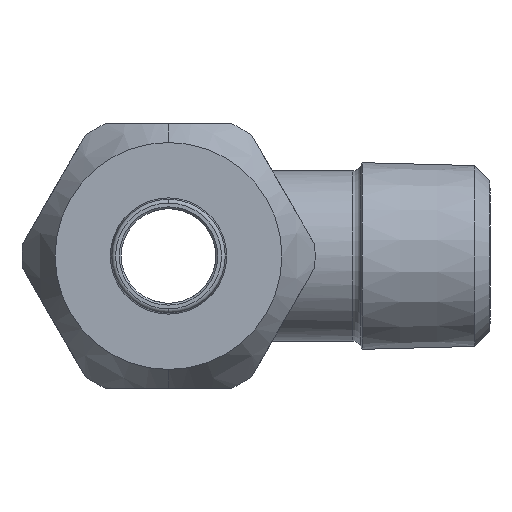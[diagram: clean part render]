
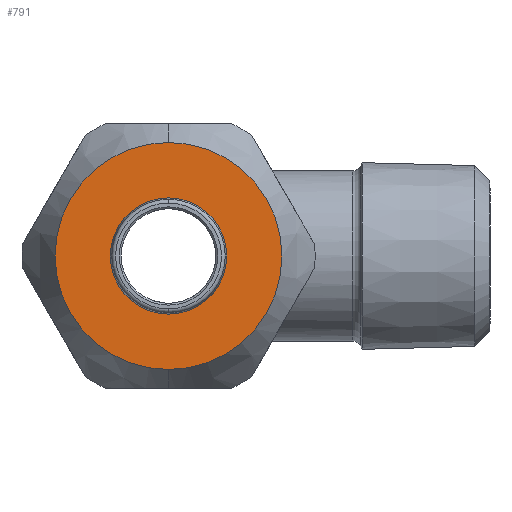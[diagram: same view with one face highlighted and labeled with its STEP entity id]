
A CAD part, left-side view. The second image highlights one B-rep face of the part: STEP entity #791.
In plain terms, the highlighted planar face has unit normal (-1, 0, 0).
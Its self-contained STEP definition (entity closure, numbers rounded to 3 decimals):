
#73 = AXIS2_PLACEMENT_3D ( 'NONE', #3290, #3291, #3292 ) ;
#81 = CIRCLE ( 'NONE', #73, 6. ) ;
#257 = EDGE_CURVE ( 'NONE', #926, #925, #692, .T. ) ;
#265 = EDGE_CURVE ( 'NONE', #925, #926, #3566, .T. ) ;
#279 = EDGE_CURVE ( 'NONE', #816, #815, #3660, .T. ) ;
#303 = EDGE_CURVE ( 'NONE', #815, #816, #81, .T. ) ;
#637 = AXIS2_PLACEMENT_3D ( 'NONE', #3159, #3160, #3161 ) ;
#692 = CIRCLE ( 'NONE', #2467, 3.075 ) ;
#791 = ADVANCED_FACE ( 'NONE', ( #1994, #1995 ), #1325, .T. ) ;
#815 = VERTEX_POINT ( 'NONE', #1370 ) ;
#816 = VERTEX_POINT ( 'NONE', #1371 ) ;
#925 = VERTEX_POINT ( 'NONE', #1480 ) ;
#926 = VERTEX_POINT ( 'NONE', #1481 ) ;
#1051 = ORIENTED_EDGE ( 'NONE', *, *, #265, .F. ) ;
#1052 = ORIENTED_EDGE ( 'NONE', *, *, #257, .F. ) ;
#1053 = ORIENTED_EDGE ( 'NONE', *, *, #279, .F. ) ;
#1054 = ORIENTED_EDGE ( 'NONE', *, *, #303, .F. ) ;
#1325 = PLANE ( 'NONE',  #2365 ) ;
#1326 = CARTESIAN_POINT ( 'NONE',  ( -20.5, 6., 0. ) ) ;
#1327 = DIRECTION ( 'NONE',  ( -1., 0., 0. ) ) ;
#1328 = DIRECTION ( 'NONE',  ( 0., 0., 1. ) ) ;
#1370 = CARTESIAN_POINT ( 'NONE',  ( -20.5, 0., -6. ) ) ;
#1371 = CARTESIAN_POINT ( 'NONE',  ( -20.5, 0., 6. ) ) ;
#1480 = CARTESIAN_POINT ( 'NONE',  ( -20.5, 0., -3.075 ) ) ;
#1481 = CARTESIAN_POINT ( 'NONE',  ( -20.5, 0., 3.075 ) ) ;
#1772 = EDGE_LOOP ( 'NONE', ( #1052, #1051 ) ) ;
#1773 = EDGE_LOOP ( 'NONE', ( #1054, #1053 ) ) ;
#1994 = FACE_OUTER_BOUND ( 'NONE', #1773, .T. ) ;
#1995 = FACE_BOUND ( 'NONE', #1772, .T. ) ;
#2365 = AXIS2_PLACEMENT_3D ( 'NONE', #1326, #1327, #1328 ) ;
#2467 = AXIS2_PLACEMENT_3D ( 'NONE', #3138, #3139, #3140 ) ;
#3138 = CARTESIAN_POINT ( 'NONE',  ( -20.5, 0., 0. ) ) ;
#3139 = DIRECTION ( 'NONE',  ( -1., 0., 0. ) ) ;
#3140 = DIRECTION ( 'NONE',  ( 0., 0., -1. ) ) ;
#3159 = CARTESIAN_POINT ( 'NONE',  ( -20.5, 0., 0. ) ) ;
#3160 = DIRECTION ( 'NONE',  ( -1., 0., 0. ) ) ;
#3161 = DIRECTION ( 'NONE',  ( 0., 0., -1. ) ) ;
#3193 = CARTESIAN_POINT ( 'NONE',  ( -20.5, 0., 0. ) ) ;
#3194 = DIRECTION ( 'NONE',  ( 1., 0., 0. ) ) ;
#3195 = DIRECTION ( 'NONE',  ( 0., 0., -1. ) ) ;
#3290 = CARTESIAN_POINT ( 'NONE',  ( -20.5, 0., 0. ) ) ;
#3291 = DIRECTION ( 'NONE',  ( 1., 0., 0. ) ) ;
#3292 = DIRECTION ( 'NONE',  ( 0., 0., -1. ) ) ;
#3566 = CIRCLE ( 'NONE', #637, 3.075 ) ;
#3657 = AXIS2_PLACEMENT_3D ( 'NONE', #3193, #3194, #3195 ) ;
#3660 = CIRCLE ( 'NONE', #3657, 6. ) ;
